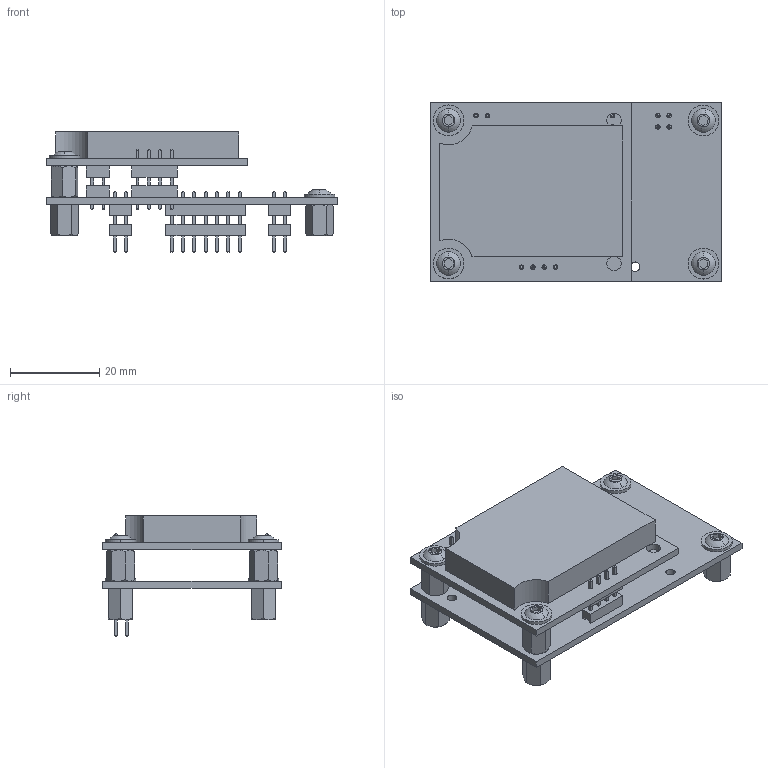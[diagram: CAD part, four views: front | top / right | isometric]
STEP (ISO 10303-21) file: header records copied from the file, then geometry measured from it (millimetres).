
FILE_DESCRIPTION(/* description */ ('Alibre Inc.'),/* implementation_level */ '2;1');
FILE_NAME(/* name */ 'export-A2C5ED53-BAEE-4DA7-9CFF-F1412A280D59',/* time_stamp */ '2021-07-07T09:06:03+02:00',/* author */ (''),/* organization */ (''),/* preprocessor_version */ 'ST-DEVELOPER v17',/* originating_system */ 'Alibre',/* authorisation */ '');
FILE_SCHEMA (('AUTOMOTIVE_DESIGN'));
Length unit declared in the file: millimetre
Products named in the file (24): oem5_per_iol_0; socket button head screw_1_iso_ISO 7380 - M3 x 4 - 4N; 1123881; 1123882; OEM5_Com_0; BW4771 IOL+COM_OEM
Bounding box: 65 x 40 x 26.88 mm (x, y, z)
Volume: 15882 mm3; surface area: 17273.3 mm2
Topology: 28 solids, 28 shells, 1136 faces, 2778 edges, 1738 vertices
Faces by surface type: plane 882, cylinder 122, cone 108, sphere 8, torus 8, bspline 8
Entity records: 29282 total; most frequent: CARTESIAN_POINT 5265, ORIENTED_EDGE 4788, DIRECTION 3804, EDGE_CURVE 2394, VECTOR 2114, LINE 2114, VERTEX_POINT 1513, AXIS2_PLACEMENT_3D 1254
